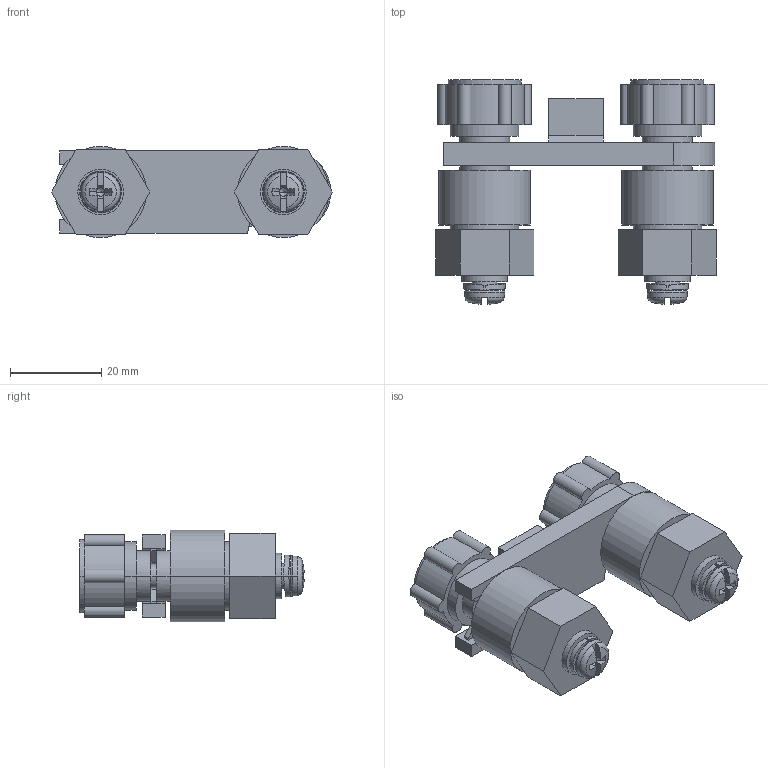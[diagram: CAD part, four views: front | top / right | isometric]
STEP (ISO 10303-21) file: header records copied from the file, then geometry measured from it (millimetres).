
FILE_DESCRIPTION((''),'2;1');
FILE_NAME('2YB675002_ASM','2024-03-04T',('dell'),(''),'PRO/ENGINEER BY PARAMETRIC TECHNOLOGY CORPORATION, 2013230','PRO/ENGINEER BY PARAMETRIC TECHNOLOGY CORPORATION, 2013230','');
FILE_SCHEMA(('AUTOMOTIVE_DESIGN { 1 0 10303 214 1 1 1 1 }'));
Length unit declared in the file: millimetre
Products named in the file (1): 2YB675002_ASM
Bounding box: 61.5 x 49.16 x 20 mm (x, y, z)
Volume: 25342.4 mm3; surface area: 12350 mm2
Topology: 3 solids, 9 shells, 264 faces, 655 edges, 418 vertices
Faces by surface type: plane 100, cylinder 92, cone 36, bspline 24, torus 8, sphere 4
Entity records: 10239 total; most frequent: CARTESIAN_POINT 3513, DIRECTION 1327, ORIENTED_EDGE 1294, EDGE_CURVE 647, AXIS2_PLACEMENT_3D 516, VERTEX_POINT 418, VECTOR 295, LINE 295
